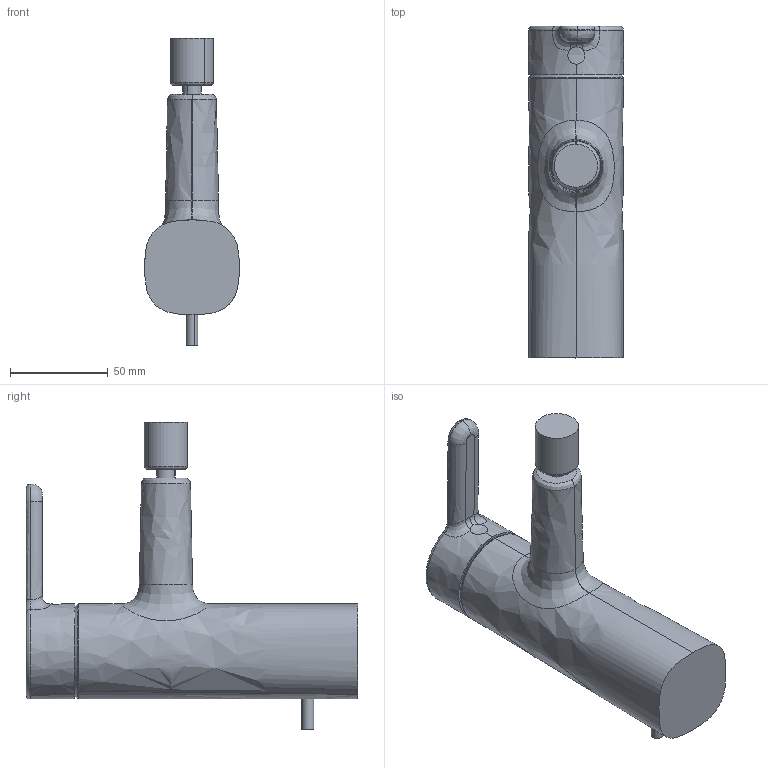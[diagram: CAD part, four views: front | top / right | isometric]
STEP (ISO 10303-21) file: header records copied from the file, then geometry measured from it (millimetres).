
FILE_DESCRIPTION (( 'STEP AP203' ), '1' );
FILE_NAME ('3018F(2017)+51733283.STEP', '2019-08-02T09:34:31', ( '' ), ( '' ), 'SwSTEP 2.0', 'SolidWorks 2016', '' );
FILE_SCHEMA (( 'CONFIG_CONTROL_DESIGN' ));
Length unit declared in the file: millimetre
Products named in the file (1): 3018F(2017)+51733283
Bounding box: 48.5 x 169.2 x 156.88 mm (x, y, z)
Volume: 377087.6 mm3; surface area: 42004.3 mm2
Topology: 1 solids, 1 shells, 72 faces, 156 edges, 91 vertices
Faces by surface type: bspline 40, plane 16, cylinder 11, torus 4, sphere 1
Entity records: 7627 total; most frequent: CARTESIAN_POINT 6301, ORIENTED_EDGE 308, DIRECTION 161, EDGE_CURVE 154, VERTEX_POINT 90, B_SPLINE_CURVE_WITH_KNOTS 89, EDGE_LOOP 78, ADVANCED_FACE 72
